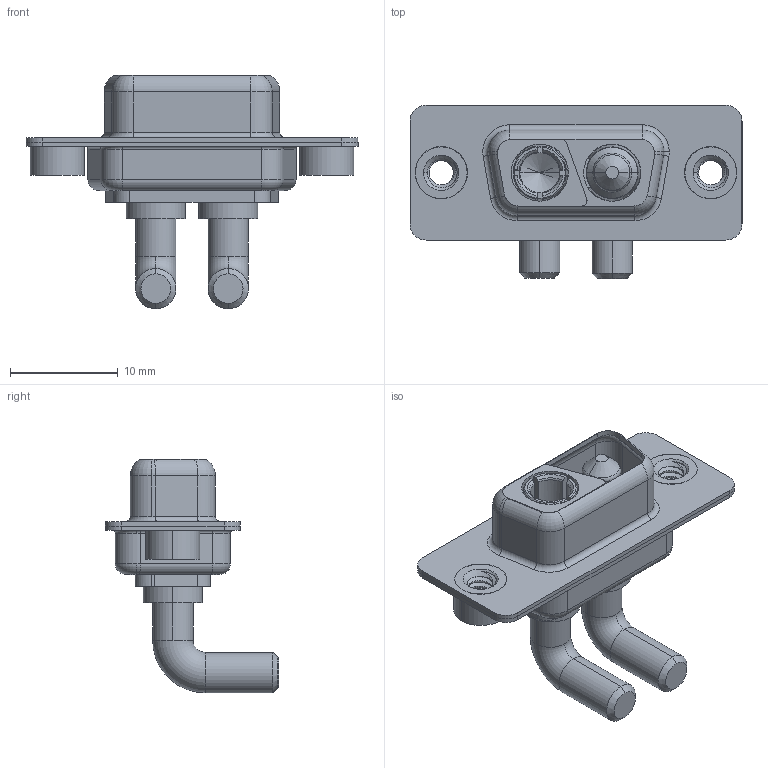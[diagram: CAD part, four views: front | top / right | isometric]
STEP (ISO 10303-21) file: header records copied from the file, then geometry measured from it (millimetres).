
FILE_DESCRIPTION (( 'STEP AP203' ), '1' );
FILE_NAME ('630-2WK2640-4T2.STEP', '2022-05-27T02:55:51', ( '' ), ( '' ), 'SwSTEP 2.0', 'SolidWorks 2020', '' );
FILE_SCHEMA (( 'CONFIG_CONTROL_DESIGN' ));
Length unit declared in the file: millimetre
Products named in the file (7): 630Combo Threaded Rivet_2; 630Combo Shell Rear_09 Contacts; 630Combo Shell Front_09 Contacts; 630Combo Housing_2WK2; Power Socket_40A RA; Power Pin_40A RA; 630-2WK2640-4T2
Assembly tree (7 placements, depth 2):
  630-2WK2640-4T2
    630Combo Housing_2WK2
    630Combo Shell Front_09 Contacts
    630Combo Shell Rear_09 Contacts
    630Combo Threaded Rivet_2  x2
    Power Socket_40A RA
    Power Pin_40A RA
Bounding box: 30.8 x 16.05 x 21.68 mm (x, y, z)
Volume: 1843.7 mm3; surface area: 4189.4 mm2
Topology: 9 solids, 9 shells, 401 faces, 986 edges, 618 vertices
Faces by surface type: cylinder 184, plane 106, torus 67, cone 36, bspline 8
Entity records: 13324 total; most frequent: CARTESIAN_POINT 3768, DIRECTION 1953, ORIENTED_EDGE 1798, EDGE_CURVE 899, AXIS2_PLACEMENT_3D 798, VERTEX_POINT 566, CIRCLE 425, EDGE_LOOP 405
